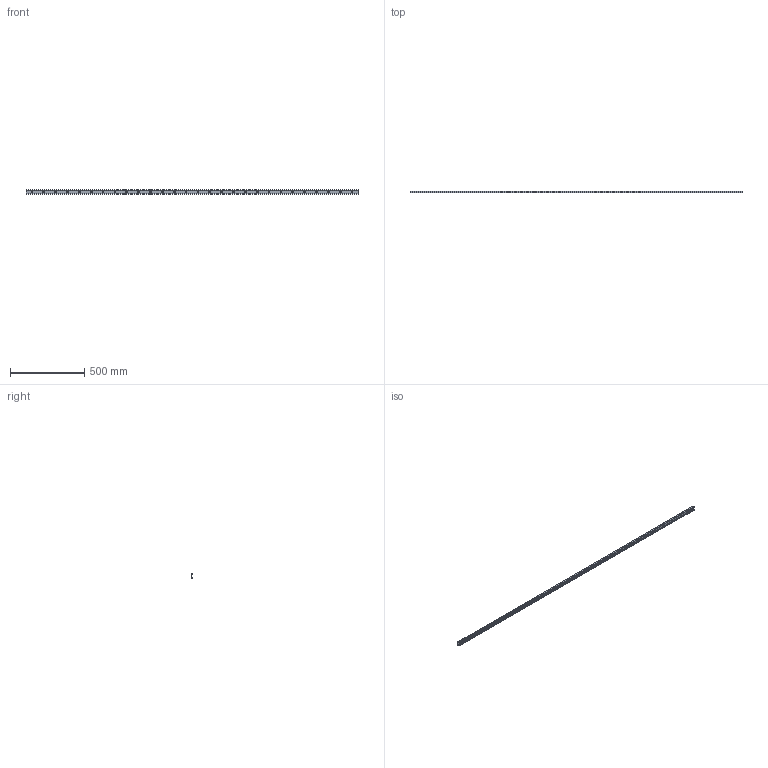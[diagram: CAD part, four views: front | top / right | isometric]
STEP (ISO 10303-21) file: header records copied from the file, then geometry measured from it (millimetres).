
FILE_DESCRIPTION((''),'2;1');
FILE_NAME('LCX 28H-2240.C.stp','2016-04-28T08:31:15',('MRathmann'),(''),'Autodesk Inventor 2012','Autodesk Inventor 2012','');
FILE_SCHEMA(('CONFIG_CONTROL_DESIGN'));
Length unit declared in the file: millimetre
Products named in the file (1): LCX 28H-2240.C
Bounding box: 2240 x 12.3 x 28 mm (x, y, z)
Volume: 361833.9 mm3; surface area: 217228.8 mm2
Topology: 1 solids, 1 shells, 108 faces, 234 edges, 156 vertices
Faces by surface type: cylinder 67, plane 41
Full cylindrical faces by diameter (mm): 6.4 x28, 11 x28
Entity records: 2870 total; most frequent: DIRECTION 530, CARTESIAN_POINT 443, ORIENTED_EDGE 356, EDGE_LOOP 248, AXIS2_PLACEMENT_3D 243, EDGE_CURVE 178, VERTEX_POINT 156, FACE_BOUND 140
